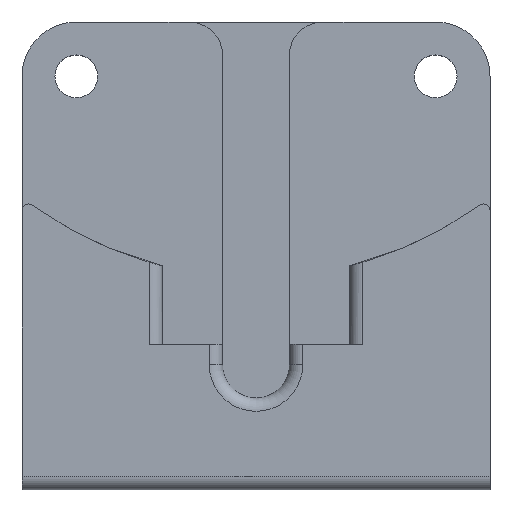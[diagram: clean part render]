
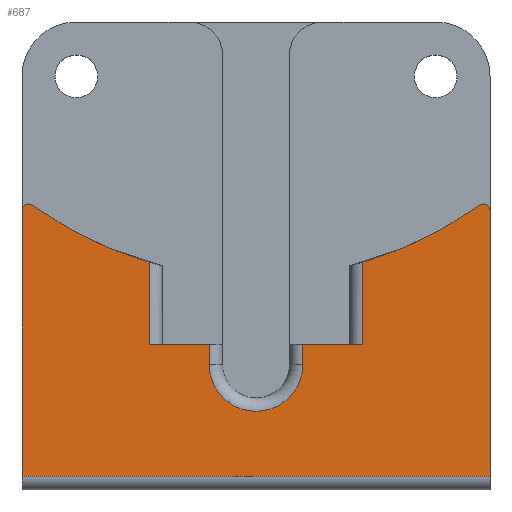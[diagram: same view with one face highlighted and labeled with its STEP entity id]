
A CAD part, top view. The second image highlights one B-rep face of the part: STEP entity #687.
In plain terms, the highlighted planar face has unit normal (0, 0, 1).
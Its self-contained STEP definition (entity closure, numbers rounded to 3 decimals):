
#23=PLANE('',#734);
#44=FACE_OUTER_BOUND('',#83,.T.);
#83=EDGE_LOOP('',(#469,#470,#471,#472,#473,#474,#475,#476,#477,#478,#479,
#480,#481,#482));
#126=LINE('',#1036,#186);
#127=LINE('',#1047,#187);
#129=LINE('',#1051,#189);
#130=LINE('',#1053,#190);
#131=LINE('',#1059,#191);
#132=LINE('',#1061,#192);
#133=LINE('',#1063,#193);
#134=LINE('',#1069,#194);
#135=LINE('',#1070,#195);
#186=VECTOR('',#814,10.);
#187=VECTOR('',#827,10.);
#189=VECTOR('',#831,10.);
#190=VECTOR('',#832,10.);
#191=VECTOR('',#837,10.);
#192=VECTOR('',#838,10.);
#193=VECTOR('',#839,10.);
#194=VECTOR('',#844,10.);
#195=VECTOR('',#845,10.);
#248=CIRCLE('',#730,3.5);
#251=CIRCLE('',#735,28.5);
#252=CIRCLE('',#736,0.5);
#253=CIRCLE('',#737,0.5);
#254=CIRCLE('',#738,28.5);
#286=VERTEX_POINT('',#1029);
#289=VERTEX_POINT('',#1034);
#291=VERTEX_POINT('',#1039);
#293=VERTEX_POINT('',#1045);
#294=VERTEX_POINT('',#1050);
#295=VERTEX_POINT('',#1052);
#296=VERTEX_POINT('',#1054);
#297=VERTEX_POINT('',#1056);
#298=VERTEX_POINT('',#1058);
#299=VERTEX_POINT('',#1060);
#300=VERTEX_POINT('',#1062);
#301=VERTEX_POINT('',#1064);
#302=VERTEX_POINT('',#1066);
#303=VERTEX_POINT('',#1068);
#357=EDGE_CURVE('',#289,#286,#126,.T.);
#359=EDGE_CURVE('',#291,#289,#248,.T.);
#362=EDGE_CURVE('',#293,#291,#127,.T.);
#364=EDGE_CURVE('',#293,#294,#129,.T.);
#365=EDGE_CURVE('',#295,#294,#130,.T.);
#366=EDGE_CURVE('',#295,#296,#251,.T.);
#367=EDGE_CURVE('',#297,#296,#252,.T.);
#368=EDGE_CURVE('',#297,#298,#131,.T.);
#369=EDGE_CURVE('',#299,#298,#132,.T.);
#370=EDGE_CURVE('',#299,#300,#133,.T.);
#371=EDGE_CURVE('',#301,#300,#253,.T.);
#372=EDGE_CURVE('',#301,#302,#254,.T.);
#373=EDGE_CURVE('',#303,#302,#134,.T.);
#374=EDGE_CURVE('',#303,#286,#135,.T.);
#469=ORIENTED_EDGE('',*,*,#357,.F.);
#470=ORIENTED_EDGE('',*,*,#359,.F.);
#471=ORIENTED_EDGE('',*,*,#362,.F.);
#472=ORIENTED_EDGE('',*,*,#364,.T.);
#473=ORIENTED_EDGE('',*,*,#365,.F.);
#474=ORIENTED_EDGE('',*,*,#366,.T.);
#475=ORIENTED_EDGE('',*,*,#367,.F.);
#476=ORIENTED_EDGE('',*,*,#368,.T.);
#477=ORIENTED_EDGE('',*,*,#369,.F.);
#478=ORIENTED_EDGE('',*,*,#370,.T.);
#479=ORIENTED_EDGE('',*,*,#371,.F.);
#480=ORIENTED_EDGE('',*,*,#372,.T.);
#481=ORIENTED_EDGE('',*,*,#373,.F.);
#482=ORIENTED_EDGE('',*,*,#374,.T.);
#687=ADVANCED_FACE('',(#44),#23,.T.);
#730=AXIS2_PLACEMENT_3D('',#1041,#819,#820);
#734=AXIS2_PLACEMENT_3D('',#1049,#829,#830);
#735=AXIS2_PLACEMENT_3D('',#1055,#833,#834);
#736=AXIS2_PLACEMENT_3D('',#1057,#835,#836);
#737=AXIS2_PLACEMENT_3D('',#1065,#840,#841);
#738=AXIS2_PLACEMENT_3D('',#1067,#842,#843);
#814=DIRECTION('',(0.,1.,0.));
#819=DIRECTION('center_axis',(0.,0.,1.));
#820=DIRECTION('ref_axis',(0.,-1.,0.));
#827=DIRECTION('',(0.,-1.,0.));
#829=DIRECTION('center_axis',(0.,0.,1.));
#830=DIRECTION('ref_axis',(1.,0.,0.));
#831=DIRECTION('',(-1.,0.,0.));
#832=DIRECTION('',(0.,-1.,0.));
#833=DIRECTION('center_axis',(0.,0.,-1.));
#834=DIRECTION('ref_axis',(1.,0.,0.));
#835=DIRECTION('center_axis',(0.,0.,-1.));
#836=DIRECTION('ref_axis',(-0.455,0.891,0.));
#837=DIRECTION('',(0.,-1.,0.));
#838=DIRECTION('',(-1.,0.,0.));
#839=DIRECTION('',(0.,1.,0.));
#840=DIRECTION('center_axis',(0.,0.,-1.));
#841=DIRECTION('ref_axis',(0.455,0.891,0.));
#842=DIRECTION('center_axis',(0.,0.,-1.));
#843=DIRECTION('ref_axis',(1.,0.,0.));
#844=DIRECTION('',(0.,1.,0.));
#845=DIRECTION('',(-1.,0.,0.));
#1029=CARTESIAN_POINT('',(-36.65,26.5,32.5));
#1034=CARTESIAN_POINT('',(-36.65,25.,32.5));
#1036=CARTESIAN_POINT('',(-36.65,34.691,32.5));
#1039=CARTESIAN_POINT('',(-43.65,25.,32.5));
#1041=CARTESIAN_POINT('Origin',(-40.15,25.,32.5));
#1045=CARTESIAN_POINT('',(-43.65,26.5,32.5));
#1047=CARTESIAN_POINT('',(-43.65,34.691,32.5));
#1049=CARTESIAN_POINT('Origin',(-40.15,18.753,32.5));
#1050=CARTESIAN_POINT('',(-48.15,26.5,32.5));
#1051=CARTESIAN_POINT('',(-40.15,26.5,32.5));
#1052=CARTESIAN_POINT('',(-48.15,32.646,32.5));
#1053=CARTESIAN_POINT('',(-48.15,22.627,32.5));
#1054=CARTESIAN_POINT('',(-56.857,36.911,32.5));
#1055=CARTESIAN_POINT('Origin',(-40.15,60.,32.5));
#1056=CARTESIAN_POINT('',(-57.65,36.505,32.5));
#1057=CARTESIAN_POINT('Origin',(-57.15,36.505,32.5));
#1058=CARTESIAN_POINT('',(-57.65,16.63,32.5));
#1059=CARTESIAN_POINT('',(-57.65,46.565,32.5));
#1060=CARTESIAN_POINT('',(-22.65,16.63,32.5));
#1061=CARTESIAN_POINT('',(-31.4,16.63,32.5));
#1062=CARTESIAN_POINT('',(-22.65,36.505,32.5));
#1063=CARTESIAN_POINT('',(-22.65,0.,32.5));
#1064=CARTESIAN_POINT('',(-23.443,36.911,32.5));
#1065=CARTESIAN_POINT('Origin',(-23.15,36.505,32.5));
#1066=CARTESIAN_POINT('',(-32.15,32.646,32.5));
#1067=CARTESIAN_POINT('Origin',(-40.15,60.,32.5));
#1068=CARTESIAN_POINT('',(-32.15,26.5,32.5));
#1069=CARTESIAN_POINT('',(-32.15,25.563,32.5));
#1070=CARTESIAN_POINT('',(-40.15,26.5,32.5));
